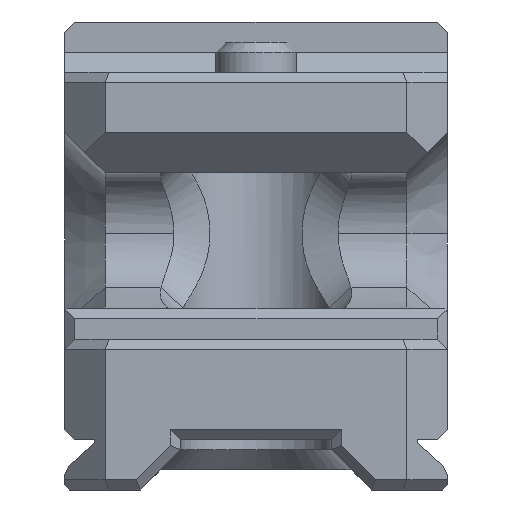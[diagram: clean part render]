
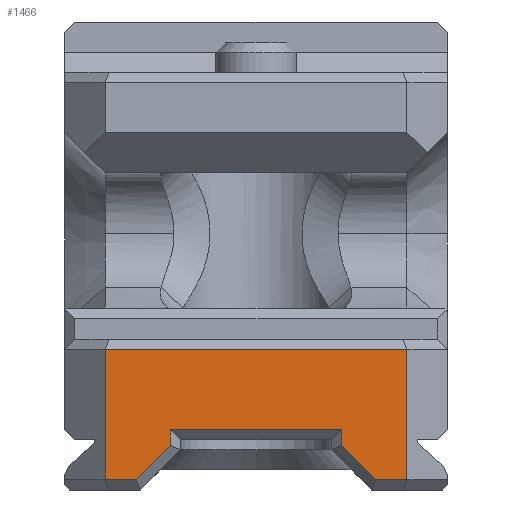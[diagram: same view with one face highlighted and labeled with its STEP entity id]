
A CAD part, left-side view. The second image highlights one B-rep face of the part: STEP entity #1466.
In plain terms, the highlighted planar face has unit normal (-1, 0, 0).
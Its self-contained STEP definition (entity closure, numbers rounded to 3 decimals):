
#1379=CARTESIAN_POINT('',(-133.,222.,-25.75));
#1380=DIRECTION('',(-1.,-0.,0.));
#1381=DIRECTION('',(0.,-1.,0.));
#1382=AXIS2_PLACEMENT_3D('',#1379,#1380,#1381);
#1383=PLANE('',#1382);
#1384=CARTESIAN_POINT('',(-133.,215.,-30.5));
#1385=VERTEX_POINT('',#1384);
#1386=CARTESIAN_POINT('',(-133.,211.914,-30.5));
#1387=VERTEX_POINT('',#1386);
#1388=CARTESIAN_POINT('',(-133.,215.,-30.5));
#1389=DIRECTION('',(0.,-1.,0.));
#1390=VECTOR('',#1389,3.086);
#1391=LINE('',#1388,#1390);
#1392=EDGE_CURVE('',#1385,#1387,#1391,.T.);
#1393=ORIENTED_EDGE('',*,*,#1392,.T.);
#1394=CARTESIAN_POINT('',(-133.,208.5,-27.086));
#1395=VERTEX_POINT('',#1394);
#1396=CARTESIAN_POINT('',(-133.,211.914,-30.5));
#1397=DIRECTION('',(0.,-0.707,0.707));
#1398=VECTOR('',#1397,4.828);
#1399=LINE('',#1396,#1398);
#1400=EDGE_CURVE('',#1387,#1395,#1399,.T.);
#1401=ORIENTED_EDGE('',*,*,#1400,.T.);
#1402=CARTESIAN_POINT('',(-133.,208.5,-25.5));
#1403=VERTEX_POINT('',#1402);
#1404=CARTESIAN_POINT('',(-133.,208.5,-27.086));
#1405=DIRECTION('',(0.,0.,1.));
#1406=VECTOR('',#1405,1.586);
#1407=LINE('',#1404,#1406);
#1408=EDGE_CURVE('',#1395,#1403,#1407,.T.);
#1409=ORIENTED_EDGE('',*,*,#1408,.T.);
#1410=CARTESIAN_POINT('',(-133.,191.5,-25.5));
#1411=VERTEX_POINT('',#1410);
#1412=CARTESIAN_POINT('',(-133.,208.5,-25.5));
#1413=DIRECTION('',(0.,-1.,0.));
#1414=VECTOR('',#1413,17.);
#1415=LINE('',#1412,#1414);
#1416=EDGE_CURVE('',#1403,#1411,#1415,.T.);
#1417=ORIENTED_EDGE('',*,*,#1416,.T.);
#1418=CARTESIAN_POINT('',(-133.,191.5,-27.086));
#1419=VERTEX_POINT('',#1418);
#1420=CARTESIAN_POINT('',(-133.,191.5,-25.5));
#1421=DIRECTION('',(0.,0.,-1.));
#1422=VECTOR('',#1421,1.586);
#1423=LINE('',#1420,#1422);
#1424=EDGE_CURVE('',#1411,#1419,#1423,.T.);
#1425=ORIENTED_EDGE('',*,*,#1424,.T.);
#1426=CARTESIAN_POINT('',(-133.,188.086,-30.5));
#1427=VERTEX_POINT('',#1426);
#1428=CARTESIAN_POINT('',(-133.,191.5,-27.086));
#1429=DIRECTION('',(0.,-0.707,-0.707));
#1430=VECTOR('',#1429,4.828);
#1431=LINE('',#1428,#1430);
#1432=EDGE_CURVE('',#1419,#1427,#1431,.T.);
#1433=ORIENTED_EDGE('',*,*,#1432,.T.);
#1434=CARTESIAN_POINT('',(-133.,185.,-30.5));
#1435=VERTEX_POINT('',#1434);
#1436=CARTESIAN_POINT('',(-133.,188.086,-30.5));
#1437=DIRECTION('',(0.,-1.,0.));
#1438=VECTOR('',#1437,3.086);
#1439=LINE('',#1436,#1438);
#1440=EDGE_CURVE('',#1427,#1435,#1439,.T.);
#1441=ORIENTED_EDGE('',*,*,#1440,.T.);
#1442=CARTESIAN_POINT('',(-133.,185.,-17.5));
#1443=VERTEX_POINT('',#1442);
#1444=CARTESIAN_POINT('',(-133.,185.,-30.5));
#1445=DIRECTION('',(0.,0.,1.));
#1446=VECTOR('',#1445,13.);
#1447=LINE('',#1444,#1446);
#1448=EDGE_CURVE('',#1435,#1443,#1447,.T.);
#1449=ORIENTED_EDGE('',*,*,#1448,.T.);
#1450=CARTESIAN_POINT('',(-133.,215.,-17.5));
#1451=VERTEX_POINT('',#1450);
#1452=CARTESIAN_POINT('',(-133.,185.,-17.5));
#1453=DIRECTION('',(-0.,1.,-0.));
#1454=VECTOR('',#1453,30.);
#1455=LINE('',#1452,#1454);
#1456=EDGE_CURVE('',#1443,#1451,#1455,.T.);
#1457=ORIENTED_EDGE('',*,*,#1456,.T.);
#1458=CARTESIAN_POINT('',(-133.,215.,-17.5));
#1459=DIRECTION('',(0.,0.,-1.));
#1460=VECTOR('',#1459,13.);
#1461=LINE('',#1458,#1460);
#1462=EDGE_CURVE('',#1451,#1385,#1461,.T.);
#1463=ORIENTED_EDGE('',*,*,#1462,.T.);
#1464=EDGE_LOOP('',(#1393,#1401,#1409,#1417,#1425,#1433,#1441,#1449,#1457,#1463));
#1465=FACE_BOUND('',#1464,.T.);
#1466=ADVANCED_FACE('',(#1465),#1383,.T.);
